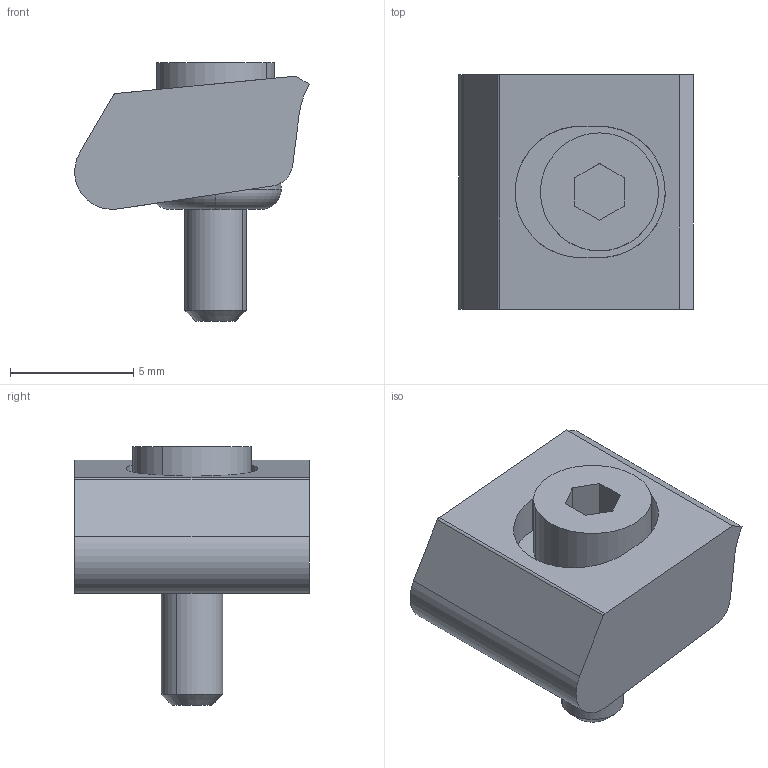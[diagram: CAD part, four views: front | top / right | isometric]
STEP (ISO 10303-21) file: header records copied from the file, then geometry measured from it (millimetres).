
FILE_DESCRIPTION (( 'STEP AP203' ), '1' );
FILE_NAME ('mbsc025a.STEP', '2019-12-04T04:52:42', ( '' ), ( '' ), 'SwSTEP 2.0', 'SolidWorks 2018', '' );
FILE_SCHEMA (( 'CONFIG_CONTROL_DESIGN' ));
Length unit declared in the file: millimetre
Products named in the file (4): mbsc025a_01; mbsc025a; mbsc025a_03; mbsc025a_02
Assembly tree (3 placements, depth 2):
  mbsc025a
    mbsc025a_01
    mbsc025a_02
    mbsc025a_03
Bounding box: 9.53 x 9.53 x 10.5 mm (x, y, z)
Volume: 398.7 mm3; surface area: 565 mm2
Topology: 3 solids, 3 shells, 40 faces, 93 edges, 60 vertices
Faces by surface type: plane 22, cylinder 12, torus 4, cone 2
Entity records: 1561 total; most frequent: DIRECTION 211, CARTESIAN_POINT 211, ORIENTED_EDGE 186, EDGE_CURVE 93, AXIS2_PLACEMENT_3D 76, VERTEX_POINT 60, LINE 59, VECTOR 59
